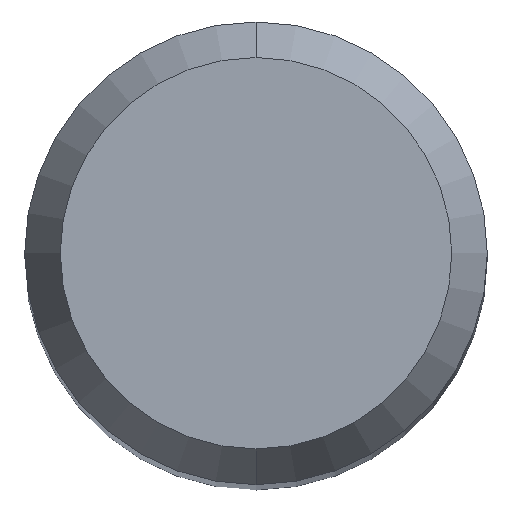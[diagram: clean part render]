
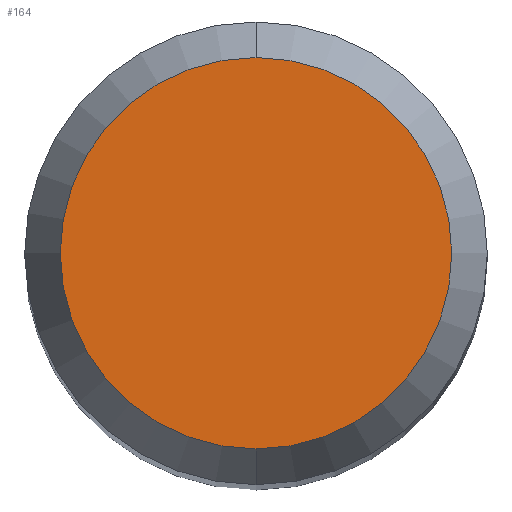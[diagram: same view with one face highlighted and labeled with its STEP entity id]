
A CAD part, top view. The second image highlights one B-rep face of the part: STEP entity #164.
In plain terms, the highlighted planar face has unit normal (0, 0, 1).
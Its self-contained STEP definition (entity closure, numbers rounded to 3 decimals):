
#106=VERTEX_POINT('',#259);
#134=EDGE_CURVE('',#106,#188,#289,.T.);
#164=ADVANCED_FACE('',(#324),#325,.T.);
#174=EDGE_CURVE('',#188,#106,#335,.T.);
#188=VERTEX_POINT('',#353);
#259=CARTESIAN_POINT('',(0.,-2.538,0.01));
#289=CIRCLE('',#464,2.538);
#324=FACE_OUTER_BOUND('',#504,.T.);
#325=PLANE('',#505);
#335=CIRCLE('',#517,2.538);
#353=CARTESIAN_POINT('',(0.0,2.538,0.01));
#464=AXIS2_PLACEMENT_3D('',#646,#647,#648);
#504=EDGE_LOOP('',(#687,#688));
#505=AXIS2_PLACEMENT_3D('',#689,#690,#691);
#517=AXIS2_PLACEMENT_3D('',#699,#700,#701);
#646=CARTESIAN_POINT('',(0.0,0.0,0.01));
#647=DIRECTION('',(0.0,0.0,-1.0));
#648=DIRECTION('',(0.0,1.0,0.0));
#687=ORIENTED_EDGE('',*,*,#174,.F.);
#688=ORIENTED_EDGE('',*,*,#134,.F.);
#689=CARTESIAN_POINT('',(0.0,1.269,0.01));
#690=DIRECTION('',(-0.0,0.0,1.0));
#691=DIRECTION('',(0.0,-1.0,0.0));
#699=CARTESIAN_POINT('',(0.0,0.0,0.01));
#700=DIRECTION('',(0.0,0.0,-1.0));
#701=DIRECTION('',(0.0,1.0,0.0));
